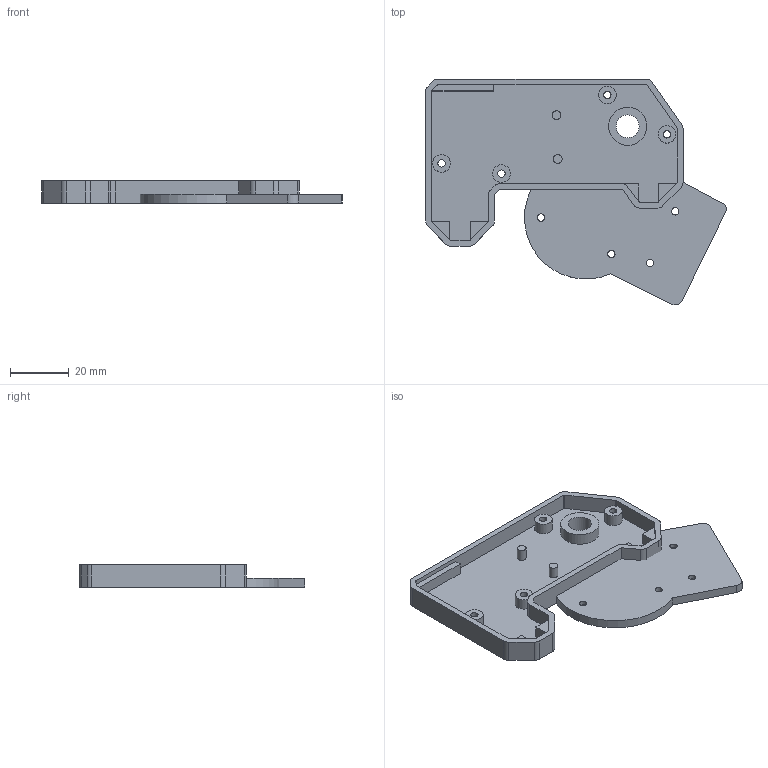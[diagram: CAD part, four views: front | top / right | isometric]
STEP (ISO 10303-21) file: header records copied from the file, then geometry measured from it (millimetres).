
FILE_DESCRIPTION(('FreeCAD Model'),'2;1');
FILE_NAME('Open CASCADE Shape Model','2025-07-12T12:59:32',(''),(''), 'Open CASCADE STEP processor 7.8','FreeCAD','Unknown');
FILE_SCHEMA(('AUTOMOTIVE_DESIGN { 1 0 10303 214 1 1 1 1 }'));
Length unit declared in the file: millimetre
Products named in the file (3): base-mount-left; base; Body
Assembly tree (2 placements, depth 2):
  base-mount-left
    base
    Body
Bounding box: 102.65 x 77.14 x 7.6 mm (x, y, z)
Volume: 17041.2 mm3; surface area: 16126 mm2
Topology: 2 solids, 2 shells, 113 faces, 287 edges, 186 vertices
Faces by surface type: plane 61, cylinder 44, cone 8
Full cylindrical faces by diameter (mm): 2.5 x8, 3 x2, 6 x4, 7.8 x1, 13 x1
Entity records: 3512 total; most frequent: DIRECTION 615, CARTESIAN_POINT 589, ORIENTED_EDGE 574, EDGE_CURVE 287, AXIS2_PLACEMENT_3D 212, LINE 191, VECTOR 191, VERTEX_POINT 186
